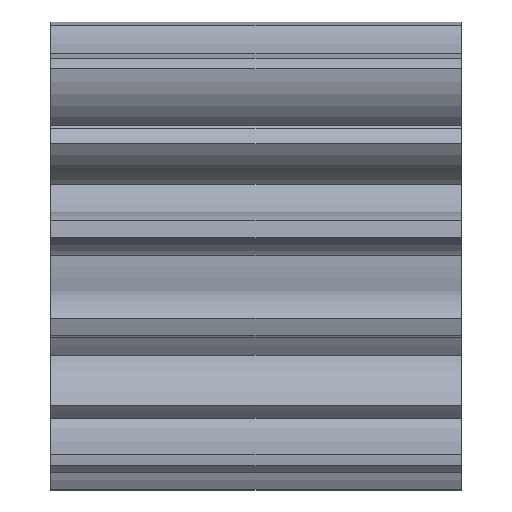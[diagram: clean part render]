
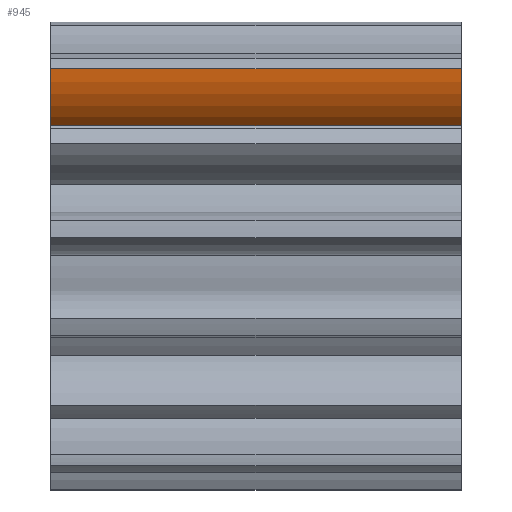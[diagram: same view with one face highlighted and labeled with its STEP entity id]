
A CAD part, top view. The second image highlights one B-rep face of the part: STEP entity #945.
In plain terms, the highlighted cylindrical face has radius 1.8 mm (diameter 3.6 mm), a partial arc.
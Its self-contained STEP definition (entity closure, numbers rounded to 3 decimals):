
#51 = CARTESIAN_POINT ( 'NONE',  ( 0., 4.141, 1.354 ) ) ;
#58 = CARTESIAN_POINT ( 'NONE',  ( 4.445, 4.012, 3.149 ) ) ;
#80 = DIRECTION ( 'NONE',  ( -1., 0., 0. ) ) ;
#85 = CARTESIAN_POINT ( 'NONE',  ( 8.89, 4.141, 1.354 ) ) ;
#156 = FACE_OUTER_BOUND ( 'NONE', #816, .T. ) ;
#184 = CYLINDRICAL_SURFACE ( 'NONE', #1573, 1.8 ) ;
#191 = AXIS2_PLACEMENT_3D ( 'NONE', #1226, #1189, #1071 ) ;
#205 = CIRCLE ( 'NONE', #191, 1.8 ) ;
#429 = DIRECTION ( 'NONE',  ( -1., 0., 0. ) ) ;
#479 = CARTESIAN_POINT ( 'NONE',  ( 0., 4.012, 3.149 ) ) ;
#484 = ORIENTED_EDGE ( 'NONE', *, *, #1280, .F. ) ;
#579 = DIRECTION ( 'NONE',  ( -1., 0., 0. ) ) ;
#710 = VECTOR ( 'NONE', #579, 1000. ) ;
#800 = LINE ( 'NONE', #1203, #710 ) ;
#816 = EDGE_LOOP ( 'NONE', ( #2295, #947, #484, #1406 ) ) ;
#945 = ADVANCED_FACE ( 'NONE', ( #156 ), #184, .T. ) ;
#947 = ORIENTED_EDGE ( 'NONE', *, *, #2400, .F. ) ;
#1071 = DIRECTION ( 'NONE',  ( 0., 0.743, -0.669 ) ) ;
#1145 = VERTEX_POINT ( 'NONE', #479 ) ;
#1153 = CIRCLE ( 'NONE', #1731, 1.8 ) ;
#1189 = DIRECTION ( 'NONE',  ( -1., 0., 0. ) ) ;
#1203 = CARTESIAN_POINT ( 'NONE',  ( 8.89, 2.773, 2.523 ) ) ;
#1216 = VERTEX_POINT ( 'NONE', #2308 ) ;
#1226 = CARTESIAN_POINT ( 'NONE',  ( 8.89, 4.141, 1.354 ) ) ;
#1249 = LINE ( 'NONE', #58, #1971 ) ;
#1274 = DIRECTION ( 'NONE',  ( -1., 0., 0. ) ) ;
#1280 = EDGE_CURVE ( 'NONE', #1649, #1751, #800, .T. ) ;
#1343 = EDGE_CURVE ( 'NONE', #1649, #1216, #205, .T. ) ;
#1406 = ORIENTED_EDGE ( 'NONE', *, *, #1343, .T. ) ;
#1459 = CARTESIAN_POINT ( 'NONE',  ( 0., 2.773, 2.523 ) ) ;
#1477 = EDGE_CURVE ( 'NONE', #1216, #1145, #1249, .T. ) ;
#1573 = AXIS2_PLACEMENT_3D ( 'NONE', #85, #429, #1754 ) ;
#1649 = VERTEX_POINT ( 'NONE', #1990 ) ;
#1731 = AXIS2_PLACEMENT_3D ( 'NONE', #51, #1274, #2367 ) ;
#1751 = VERTEX_POINT ( 'NONE', #1459 ) ;
#1754 = DIRECTION ( 'NONE',  ( 0., 0., 1. ) ) ;
#1971 = VECTOR ( 'NONE', #80, 1000. ) ;
#1990 = CARTESIAN_POINT ( 'NONE',  ( 8.89, 2.773, 2.523 ) ) ;
#2295 = ORIENTED_EDGE ( 'NONE', *, *, #1477, .T. ) ;
#2308 = CARTESIAN_POINT ( 'NONE',  ( 8.89, 4.012, 3.149 ) ) ;
#2367 = DIRECTION ( 'NONE',  ( 0., 0.743, -0.669 ) ) ;
#2400 = EDGE_CURVE ( 'NONE', #1751, #1145, #1153, .T. ) ;
